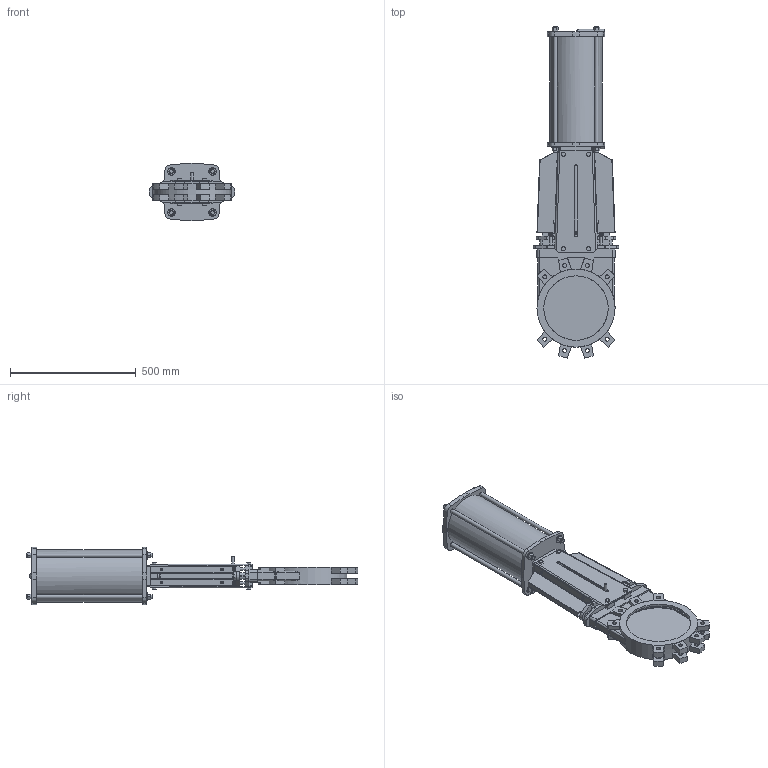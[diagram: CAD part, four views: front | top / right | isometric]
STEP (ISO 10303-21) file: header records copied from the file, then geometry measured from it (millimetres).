
FILE_DESCRIPTION( ( 'Unknown' ), '1' );
FILE_NAME( 'Stoffschieber DW- DN250.stp', 'Unknown', ( 'Unknown' ), ( 'Unknown' ), 'PSStep 13.0', 'Unknown', ' ' );
FILE_SCHEMA( ( 'AUTOMOTIVE_DESIGN { 1 0 10303 214 1 1 1 1 }' ) );
Length unit declared in the file: millimetre
Products named in the file (3): VG P DN250
Bounding box: 338 x 1318.12 x 228 mm (x, y, z)
Volume: 9800632.2 mm3; surface area: 1980464.8 mm2
Topology: 3 solids, 21 shells, 967 faces, 2434 edges, 1611 vertices
Faces by surface type: plane 655, cylinder 213, cone 59, extrusion 32, torus 6, bspline 2
Full cylindrical faces by diameter (mm): 4.134 x2, 5 x8, 5.5 x8, 8.72 x8, 10 x17, 11 x2, 16 x32, 17 x4, 17.5 x4, 22 x4, 30 x9, 200 x1, 210 x1, 250 x2, 250.2 x1, 256 x1, 263.899 x1, 290 x1, 310 x1
Entity records: 37961 total; most frequent: CARTESIAN_POINT 7605, ORIENTED_EDGE 4542, DIRECTION 4485, EDGE_CURVE 2271, VERTEX_POINT 1565, VECTOR 1527, LINE 1495, AXIS2_PLACEMENT_3D 1479
